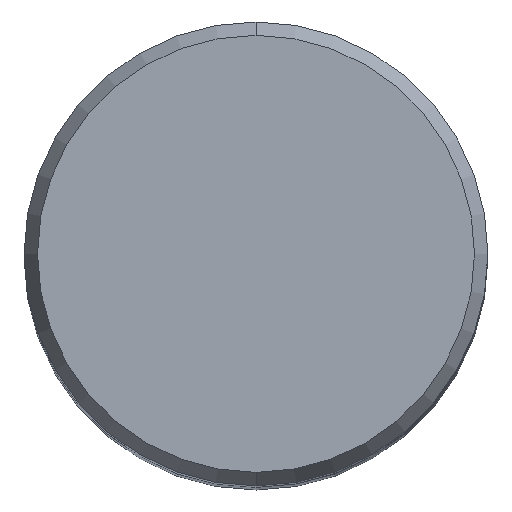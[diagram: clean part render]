
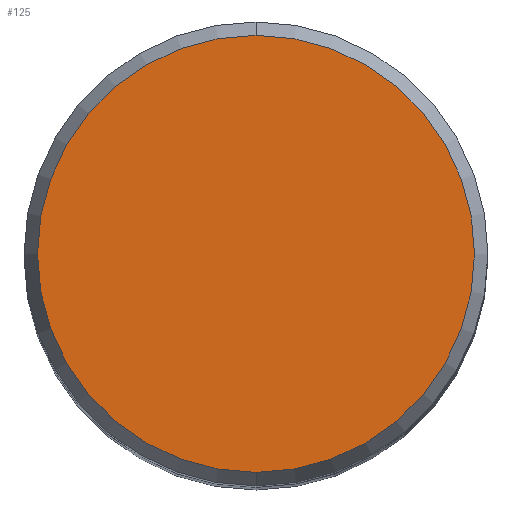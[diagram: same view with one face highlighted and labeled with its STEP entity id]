
A CAD part, top view. The second image highlights one B-rep face of the part: STEP entity #125.
In plain terms, the highlighted planar face has unit normal (0, 0, 1).
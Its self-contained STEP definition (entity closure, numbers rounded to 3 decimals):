
#125=ADVANCED_FACE('',(#313),#314,.T.);
#149=VERTEX_POINT('',#342);
#203=VERTEX_POINT('',#405);
#205=EDGE_CURVE('',#149,#203,#407,.T.);
#267=EDGE_CURVE('',#203,#149,#477,.T.);
#313=FACE_OUTER_BOUND('',#521,.T.);
#314=PLANE('',#522);
#342=CARTESIAN_POINT('',(0.,-14.958,0.01));
#405=CARTESIAN_POINT('',(0.0,14.958,0.01));
#407=CIRCLE('',#640,14.958);
#477=CIRCLE('',#728,14.958);
#521=EDGE_LOOP('',(#763,#764));
#522=AXIS2_PLACEMENT_3D('',#765,#766,#767);
#640=AXIS2_PLACEMENT_3D('',#901,#902,#903);
#728=AXIS2_PLACEMENT_3D('',#973,#974,#975);
#763=ORIENTED_EDGE('',*,*,#267,.F.);
#764=ORIENTED_EDGE('',*,*,#205,.F.);
#765=CARTESIAN_POINT('',(0.0,7.479,0.01));
#766=DIRECTION('',(-0.0,0.0,1.0));
#767=DIRECTION('',(0.0,-1.0,0.0));
#901=CARTESIAN_POINT('',(0.0,0.0,0.01));
#902=DIRECTION('',(0.0,0.0,-1.0));
#903=DIRECTION('',(0.0,1.0,0.0));
#973=CARTESIAN_POINT('',(0.0,0.0,0.01));
#974=DIRECTION('',(0.0,0.0,-1.0));
#975=DIRECTION('',(0.0,1.0,0.0));
